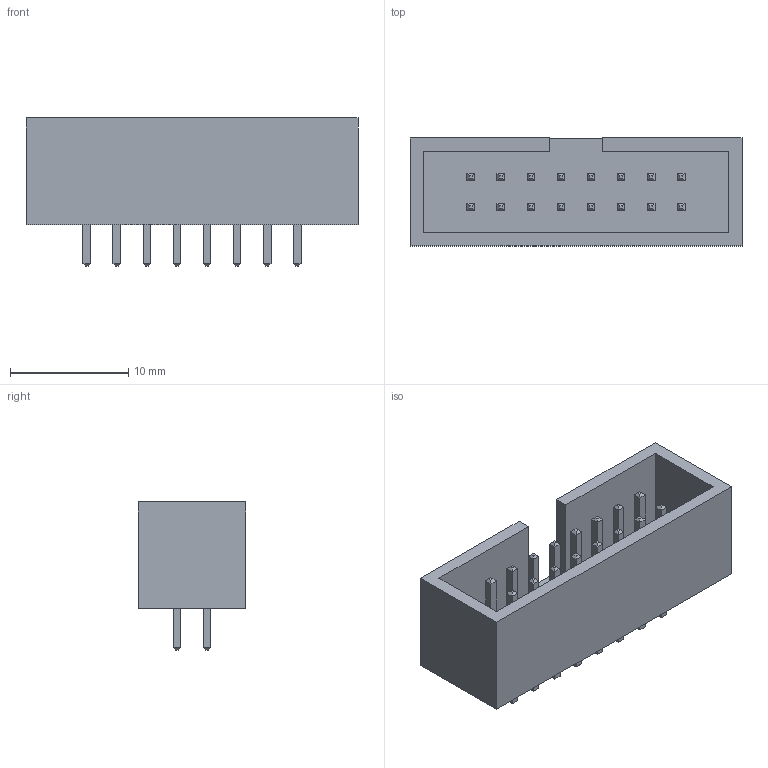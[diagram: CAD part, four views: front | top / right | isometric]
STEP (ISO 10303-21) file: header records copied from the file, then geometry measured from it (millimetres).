
FILE_DESCRIPTION (( 'STEP AP214' ), '1' );
FILE_NAME ('IDC-16M.STEP', '2023-06-28T07:39:05', ( '' ), ( '' ), 'SwSTEP 2.0', 'SolidWorks 2019', '' );
FILE_SCHEMA (( 'AUTOMOTIVE_DESIGN' ));
Length unit declared in the file: millimetre
Products named in the file (3): Pin; Ïëàñòèê; IDC-16M
Assembly tree (17 placements, depth 2):
  IDC-16M
    Pin  x16
    Ïëàñòèê
Bounding box: 28.02 x 9.1 x 12.5 mm (x, y, z)
Volume: 995.6 mm3; surface area: 2090.4 mm2
Topology: 17 solids, 17 shells, 238 faces, 484 edges, 280 vertices
Faces by surface type: plane 238
Entity records: 994 total; most frequent: DIRECTION 160, CARTESIAN_POINT 152, ORIENTED_EDGE 128, VECTOR 64, EDGE_CURVE 64, LINE 64, AXIS2_PLACEMENT_3D 48, VERTEX_POINT 40
